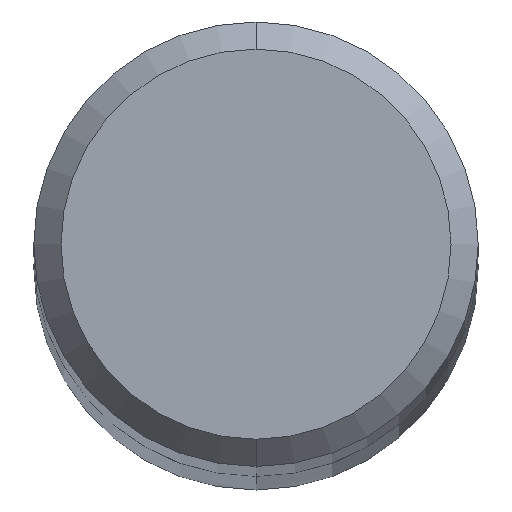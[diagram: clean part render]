
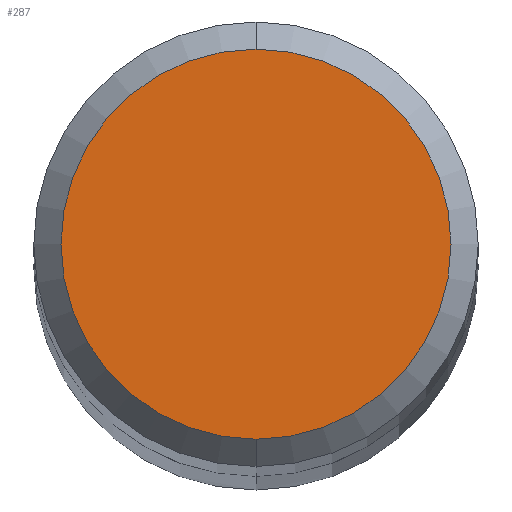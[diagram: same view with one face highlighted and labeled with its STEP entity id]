
A CAD part, top view. The second image highlights one B-rep face of the part: STEP entity #287.
In plain terms, the highlighted planar face has unit normal (0, 0, 1).
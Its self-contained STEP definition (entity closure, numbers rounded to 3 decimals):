
#219=EDGE_CURVE('',#381,#277,#487,.T.);
#257=EDGE_CURVE('',#277,#381,#529,.T.);
#277=VERTEX_POINT('',#549);
#287=ADVANCED_FACE('',(#560),#561,.T.);
#381=VERTEX_POINT('',#664);
#487=CIRCLE('',#811,2.15);
#529=CIRCLE('',#926,2.15);
#549=CARTESIAN_POINT('',(0.0,2.15,60.0));
#560=FACE_OUTER_BOUND('',#991,.T.);
#561=PLANE('',#992);
#664=CARTESIAN_POINT('',(0.,-2.15,60.0));
#811=AXIS2_PLACEMENT_3D('',#1385,#1386,#1387);
#926=AXIS2_PLACEMENT_3D('',#1442,#1443,#1444);
#991=EDGE_LOOP('',(#1459,#1460));
#992=AXIS2_PLACEMENT_3D('',#1461,#1462,#1463);
#1385=CARTESIAN_POINT('',(0.0,0.0,60.0));
#1386=DIRECTION('',(0.0,0.0,-1.0));
#1387=DIRECTION('',(0.0,1.0,0.0));
#1442=CARTESIAN_POINT('',(0.0,0.0,60.0));
#1443=DIRECTION('',(0.0,0.0,-1.0));
#1444=DIRECTION('',(0.0,1.0,0.0));
#1459=ORIENTED_EDGE('',*,*,#257,.F.);
#1460=ORIENTED_EDGE('',*,*,#219,.F.);
#1461=CARTESIAN_POINT('',(0.0,1.075,60.0));
#1462=DIRECTION('',(0.0,0.0,1.0));
#1463=DIRECTION('',(0.0,-1.0,0.0));
